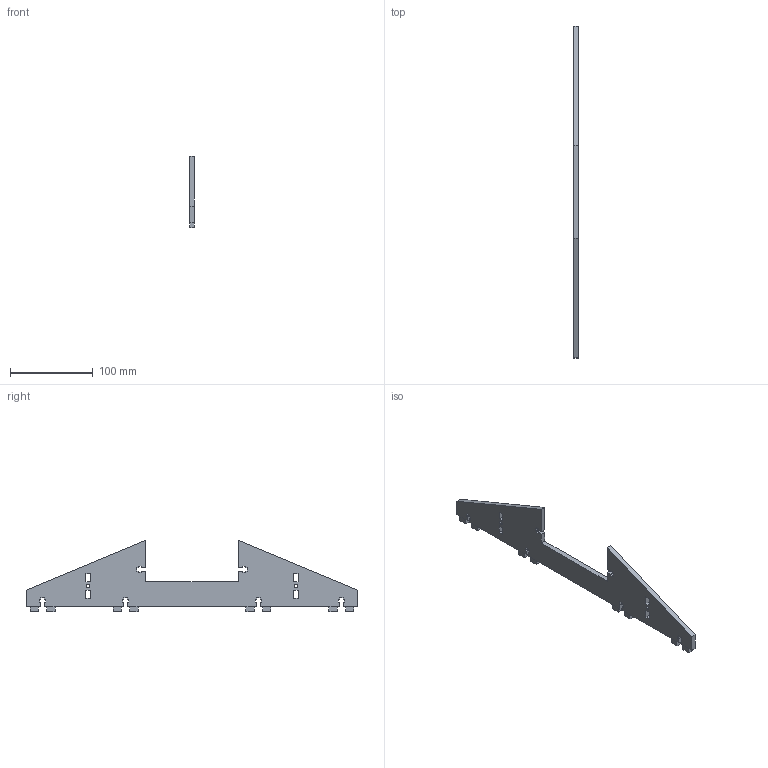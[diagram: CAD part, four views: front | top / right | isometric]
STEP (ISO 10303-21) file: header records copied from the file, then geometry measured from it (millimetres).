
FILE_DESCRIPTION(('FreeCAD Model'),'2;1');
FILE_NAME('plate5_m.step', '2014-02-12T00:28:33',('FreeCAD'),('FreeCAD'), 'Open CASCADE STEP processor 6.5','FreeCAD','Unknown');
FILE_SCHEMA(('AUTOMOTIVE_DESIGN_CC2 { 1 2 10303 214 -1 1 5 4 }'));
Length unit declared in the file: millimetre
Products named in the file (1): plate5
Bounding box: 6 x 400 x 86 mm (x, y, z)
Volume: 105964.6 mm3; surface area: 43572.3 mm2
Topology: 1 solids, 1 shells, 148 faces, 406 edges, 260 vertices
Faces by surface type: plane 146, cylinder 2
Full cylindrical faces by diameter (mm): 4 x2
Entity records: 9726 total; most frequent: CARTESIAN_POINT 1809, DIRECTION 1353, LINE 1046, VECTOR 1046, ORIENTED_EDGE 812, PCURVE 812, DEFINITIONAL_REPRESENTATION 812, EDGE_CURVE 406
